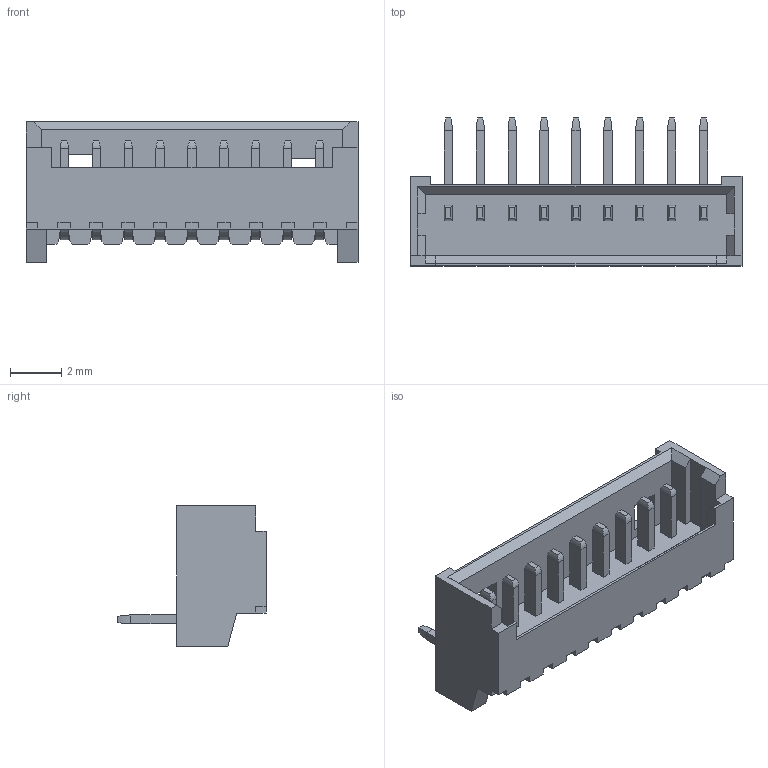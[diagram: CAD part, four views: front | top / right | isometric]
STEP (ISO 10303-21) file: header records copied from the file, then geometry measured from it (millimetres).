
FILE_DESCRIPTION(('STEP AP242'),'1');
FILE_NAME('53048-0910.stp','2021-01-27T07:11:10',('TraceParts'),('TraceParts S.A.'),'Spatial InterOp 3D',' ',' ');
FILE_SCHEMA(('AP242_MANAGED_MODEL_BASED_3D_ENGINEERING_MIM_LF {1 0 10303 442 1 1 4}'));
Length unit declared in the file: millimetre
Products named in the file (1): 53048-0910_1
Bounding box: 13 x 5.8 x 5.5 mm (x, y, z)
Volume: 95.1 mm3; surface area: 375.8 mm2
Topology: 1 solids, 1 shells, 337 faces, 918 edges, 610 vertices
Faces by surface type: plane 247, bspline 72, cylinder 18
Entity records: 12198 total; most frequent: CARTESIAN_POINT 4045, ORIENTED_EDGE 1800, DIRECTION 1416, EDGE_CURVE 900, LINE 774, VECTOR 774, VERTEX_POINT 574, EDGE_LOOP 350
